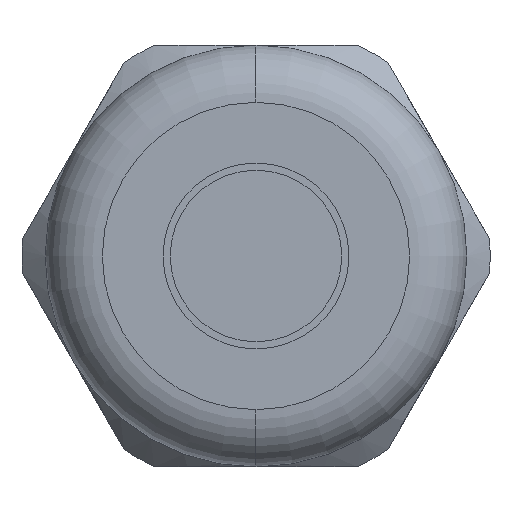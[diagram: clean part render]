
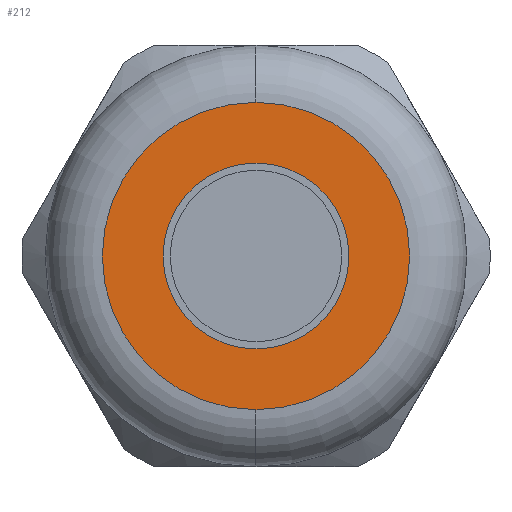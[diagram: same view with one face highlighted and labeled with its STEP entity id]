
A CAD part, left-side view. The second image highlights one B-rep face of the part: STEP entity #212.
In plain terms, the highlighted planar face has unit normal (-1, 0, 0).
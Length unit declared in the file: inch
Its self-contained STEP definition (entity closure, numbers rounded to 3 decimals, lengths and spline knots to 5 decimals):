
#73 = EDGE_CURVE ( 'NONE', #74, #3882, #1165, .T. ) ;
#74 = VERTEX_POINT ( 'NONE', #1160 ) ;
#195 = ORIENTED_EDGE ( 'NONE', *, *, #3949, .T. ) ;
#200 = EDGE_LOOP ( 'NONE', ( #202, #195 ) ) ;
#202 = ORIENTED_EDGE ( 'NONE', *, *, #203, .T. ) ;
#203 = EDGE_CURVE ( 'NONE', #3934, #3948, #1379, .T. ) ;
#204 = ORIENTED_EDGE ( 'NONE', *, *, #73, .T. ) ;
#205 = EDGE_CURVE ( 'NONE', #3882, #74, #1370, .T. ) ;
#206 = ORIENTED_EDGE ( 'NONE', *, *, #205, .T. ) ;
#207 = EDGE_LOOP ( 'NONE', ( #204, #206 ) ) ;
#212 = ADVANCED_FACE ( 'NONE', ( #1365, #1364 ), #1362, .T. ) ;
#1160 = CARTESIAN_POINT ( 'NONE',  ( -1.14, 0., 0.215 ) ) ;
#1161 = DIRECTION ( 'NONE',  ( 0., 0., 1. ) ) ;
#1162 = DIRECTION ( 'NONE',  ( -1., 0., 0. ) ) ;
#1163 = CARTESIAN_POINT ( 'NONE',  ( -1.14, 0., 0. ) ) ;
#1164 = AXIS2_PLACEMENT_3D ( 'NONE', #1163, #1162, #1161 ) ;
#1165 = CIRCLE ( 'NONE', #1164, 0.215 ) ;
#1358 = DIRECTION ( 'NONE',  ( 0., 0., 1. ) ) ;
#1359 = DIRECTION ( 'NONE',  ( -1., 0., 0. ) ) ;
#1360 = CARTESIAN_POINT ( 'NONE',  ( -1.14, 0.295, 0. ) ) ;
#1361 = AXIS2_PLACEMENT_3D ( 'NONE', #1360, #1359, #1358 ) ;
#1362 = PLANE ( 'NONE',  #1361 ) ;
#1364 = FACE_BOUND ( 'NONE', #200, .T. ) ;
#1365 = FACE_OUTER_BOUND ( 'NONE', #207, .T. ) ;
#1366 = DIRECTION ( 'NONE',  ( 0., 0., 1. ) ) ;
#1367 = DIRECTION ( 'NONE',  ( -1., 0., 0. ) ) ;
#1368 = CARTESIAN_POINT ( 'NONE',  ( -1.14, 0., 0. ) ) ;
#1369 = AXIS2_PLACEMENT_3D ( 'NONE', #1368, #1367, #1366 ) ;
#1370 = CIRCLE ( 'NONE', #1369, 0.215 ) ;
#1371 = DIRECTION ( 'NONE',  ( 0., 0., -1. ) ) ;
#1372 = DIRECTION ( 'NONE',  ( 1., 0., 0. ) ) ;
#1373 = CARTESIAN_POINT ( 'NONE',  ( -1.14, 0., 0. ) ) ;
#1374 = AXIS2_PLACEMENT_3D ( 'NONE', #1373, #1372, #1371 ) ;
#1379 = CIRCLE ( 'NONE', #1374, 0.13 ) ;
#3168 = CARTESIAN_POINT ( 'NONE',  ( -1.14, 0., -0.215 ) ) ;
#3270 = CARTESIAN_POINT ( 'NONE',  ( -1.14, 0., -0.13 ) ) ;
#3298 = DIRECTION ( 'NONE',  ( 0., 0., -1. ) ) ;
#3299 = DIRECTION ( 'NONE',  ( 1., 0., 0. ) ) ;
#3300 = CARTESIAN_POINT ( 'NONE',  ( -1.14, 0., 0. ) ) ;
#3301 = AXIS2_PLACEMENT_3D ( 'NONE', #3300, #3299, #3298 ) ;
#3302 = CIRCLE ( 'NONE', #3301, 0.13 ) ;
#3303 = CARTESIAN_POINT ( 'NONE',  ( -1.14, 0., 0.13 ) ) ;
#3882 = VERTEX_POINT ( 'NONE', #3168 ) ;
#3934 = VERTEX_POINT ( 'NONE', #3270 ) ;
#3948 = VERTEX_POINT ( 'NONE', #3303 ) ;
#3949 = EDGE_CURVE ( 'NONE', #3948, #3934, #3302, .T. ) ;
